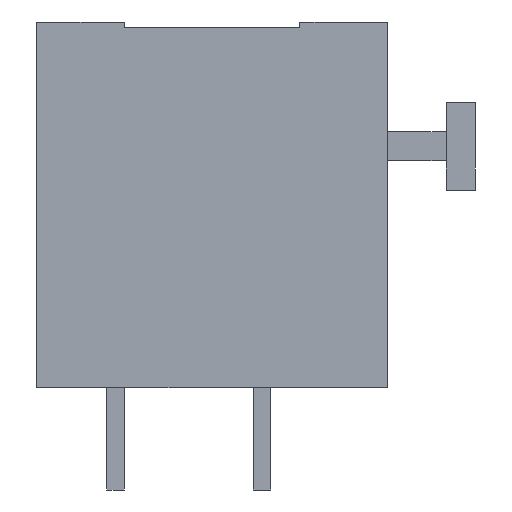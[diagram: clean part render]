
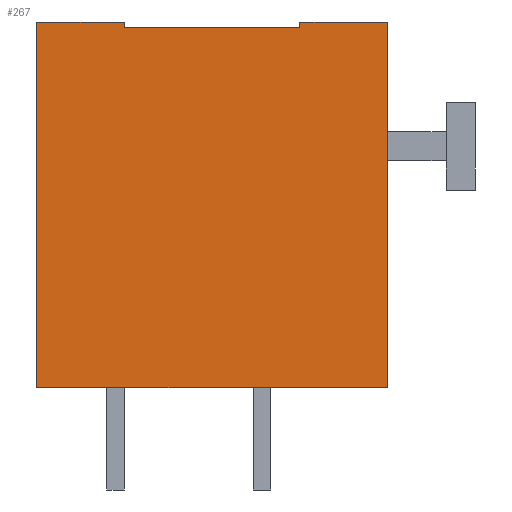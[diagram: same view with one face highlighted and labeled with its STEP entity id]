
A CAD part, front view. The second image highlights one B-rep face of the part: STEP entity #267.
In plain terms, the highlighted planar face has unit normal (0, -1, 0).
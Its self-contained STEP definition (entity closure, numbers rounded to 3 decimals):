
#267=ADVANCED_FACE('',(#466),#467,.F.);
#466=FACE_OUTER_BOUND('',#624,.T.);
#467=PLANE('',#625);
#624=EDGE_LOOP('',(#1006,#1007,#1008,#1009,#1010,#1011,#1012,#1013));
#625=AXIS2_PLACEMENT_3D('',#1014,#1015,#1016);
#1006=ORIENTED_EDGE('',*,*,#1190,.F.);
#1007=ORIENTED_EDGE('',*,*,#1182,.F.);
#1008=ORIENTED_EDGE('',*,*,#1166,.T.);
#1009=ORIENTED_EDGE('',*,*,#1188,.T.);
#1010=ORIENTED_EDGE('',*,*,#1173,.F.);
#1011=ORIENTED_EDGE('',*,*,#1186,.F.);
#1012=ORIENTED_EDGE('',*,*,#1191,.F.);
#1013=ORIENTED_EDGE('',*,*,#1192,.T.);
#1014=CARTESIAN_POINT('',(-25.0,-2.5,20.139));
#1015=DIRECTION('',(0.0,1.0,0.0));
#1016=DIRECTION('',(0.0,0.0,1.0));
#1166=EDGE_CURVE('',#1382,#1380,#1383,.T.);
#1173=EDGE_CURVE('',#1393,#1388,#1395,.T.);
#1182=EDGE_CURVE('',#1382,#1408,#1409,.T.);
#1186=EDGE_CURVE('',#1412,#1393,#1414,.T.);
#1188=EDGE_CURVE('',#1380,#1388,#1416,.T.);
#1190=EDGE_CURVE('',#1408,#1418,#1419,.T.);
#1191=EDGE_CURVE('',#1420,#1412,#1421,.T.);
#1192=EDGE_CURVE('',#1420,#1418,#1422,.T.);
#1380=VERTEX_POINT('',#1694);
#1382=VERTEX_POINT('',#1697);
#1383=LINE('',#1698,#1699);
#1388=VERTEX_POINT('',#1706);
#1393=VERTEX_POINT('',#1713);
#1395=LINE('',#1716,#1717);
#1408=VERTEX_POINT('',#1736);
#1409=LINE('',#1737,#1738);
#1412=VERTEX_POINT('',#1742);
#1414=LINE('',#1745,#1746);
#1416=LINE('',#1748,#1749);
#1418=VERTEX_POINT('',#1751);
#1419=LINE('',#1752,#1753);
#1420=VERTEX_POINT('',#1754);
#1421=LINE('',#1755,#1756);
#1422=LINE('',#1757,#1758);
#1694=CARTESIAN_POINT('',(-25.0,-2.5,7.639));
#1697=CARTESIAN_POINT('',(-25.0,-2.5,20.139));
#1698=CARTESIAN_POINT('',(-25.0,-2.5,20.139));
#1699=VECTOR('',#1857,1.0);
#1706=CARTESIAN_POINT('',(-13.0,-2.5,7.639));
#1713=CARTESIAN_POINT('',(-13.0,-2.5,20.139));
#1716=CARTESIAN_POINT('',(-13.0,-2.5,20.139));
#1717=VECTOR('',#1863,1.0);
#1736=CARTESIAN_POINT('',(-22.0,-2.5,20.139));
#1737=CARTESIAN_POINT('',(-25.0,-2.5,20.139));
#1738=VECTOR('',#1870,1.0);
#1742=CARTESIAN_POINT('',(-16.0,-2.5,20.139));
#1745=CARTESIAN_POINT('',(-25.0,-2.5,20.139));
#1746=VECTOR('',#1873,1.0);
#1748=CARTESIAN_POINT('',(-25.0,-2.5,7.639));
#1749=VECTOR('',#1874,1.0);
#1751=CARTESIAN_POINT('',(-22.0,-2.5,19.939));
#1752=CARTESIAN_POINT('',(-22.0,-2.5,20.139));
#1753=VECTOR('',#1875,1.0);
#1754=CARTESIAN_POINT('',(-16.0,-2.5,19.939));
#1755=CARTESIAN_POINT('',(-16.0,-2.5,20.139));
#1756=VECTOR('',#1876,1.0);
#1757=CARTESIAN_POINT('',(-25.0,-2.5,19.939));
#1758=VECTOR('',#1877,1.0);
#1857=DIRECTION('',(0.0,0.0,-1.0));
#1863=DIRECTION('',(0.0,0.0,-1.0));
#1870=DIRECTION('',(1.0,0.0,0.0));
#1873=DIRECTION('',(1.0,0.0,0.0));
#1874=DIRECTION('',(1.0,0.0,0.0));
#1875=DIRECTION('',(0.0,0.0,-1.0));
#1876=DIRECTION('',(0.0,0.0,1.0));
#1877=DIRECTION('',(-1.0,0.0,0.0));
